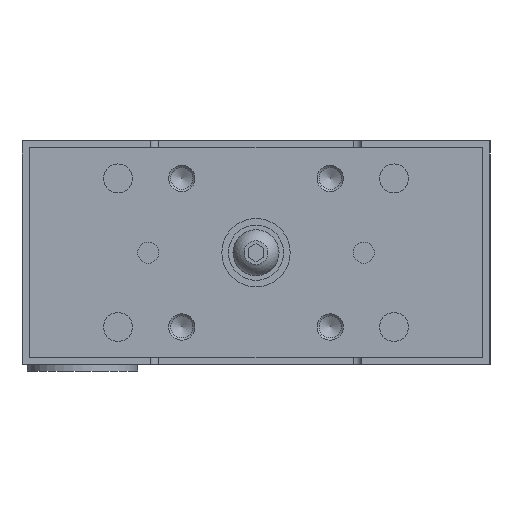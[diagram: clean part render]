
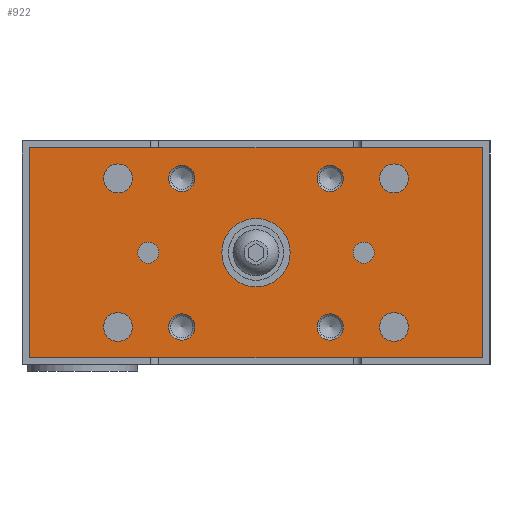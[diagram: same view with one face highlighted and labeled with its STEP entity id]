
A CAD part, left-side view. The second image highlights one B-rep face of the part: STEP entity #922.
In plain terms, the highlighted planar face has unit normal (-1, 0, 0).
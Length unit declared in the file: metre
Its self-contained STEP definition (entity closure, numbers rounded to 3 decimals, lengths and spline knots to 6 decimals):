
#922 = ADVANCED_FACE( '', ( #2152, #2153, #2154, #2155, #2156, #2157, #2158, #2159, #2160, #2161, #2162, #2163 ), #2164, .F. );
#2152 = FACE_BOUND( '', #3674, .T. );
#2153 = FACE_BOUND( '', #3675, .T. );
#2154 = FACE_BOUND( '', #3676, .T. );
#2155 = FACE_BOUND( '', #3677, .T. );
#2156 = FACE_BOUND( '', #3678, .T. );
#2157 = FACE_BOUND( '', #3679, .T. );
#2158 = FACE_BOUND( '', #3680, .T. );
#2159 = FACE_BOUND( '', #3681, .T. );
#2160 = FACE_BOUND( '', #3682, .T. );
#2161 = FACE_BOUND( '', #3683, .T. );
#2162 = FACE_BOUND( '', #3684, .T. );
#2163 = FACE_OUTER_BOUND( '', #3685, .T. );
#2164 = PLANE( '', #3686 );
#3674 = EDGE_LOOP( '', ( #6132 ) );
#3675 = EDGE_LOOP( '', ( #6133 ) );
#3676 = EDGE_LOOP( '', ( #6134 ) );
#3677 = EDGE_LOOP( '', ( #6135 ) );
#3678 = EDGE_LOOP( '', ( #6136 ) );
#3679 = EDGE_LOOP( '', ( #6137 ) );
#3680 = EDGE_LOOP( '', ( #6138 ) );
#3681 = EDGE_LOOP( '', ( #6139 ) );
#3682 = EDGE_LOOP( '', ( #6140 ) );
#3683 = EDGE_LOOP( '', ( #6141 ) );
#3684 = EDGE_LOOP( '', ( #6142 ) );
#3685 = EDGE_LOOP( '', ( #6143, #6144, #6145, #6146 ) );
#3686 = AXIS2_PLACEMENT_3D( '', #6147, #6148, #6149 );
#6132 = ORIENTED_EDGE( '', *, *, #8262, .T. );
#6133 = ORIENTED_EDGE( '', *, *, #7933, .T. );
#6134 = ORIENTED_EDGE( '', *, *, #7797, .F. );
#6135 = ORIENTED_EDGE( '', *, *, #8223, .F. );
#6136 = ORIENTED_EDGE( '', *, *, #8263, .T. );
#6137 = ORIENTED_EDGE( '', *, *, #7678, .T. );
#6138 = ORIENTED_EDGE( '', *, *, #8225, .T. );
#6139 = ORIENTED_EDGE( '', *, *, #7841, .T. );
#6140 = ORIENTED_EDGE( '', *, *, #7787, .T. );
#6141 = ORIENTED_EDGE( '', *, *, #7425, .T. );
#6142 = ORIENTED_EDGE( '', *, *, #7801, .T. );
#6143 = ORIENTED_EDGE( '', *, *, #8264, .T. );
#6144 = ORIENTED_EDGE( '', *, *, #8265, .T. );
#6145 = ORIENTED_EDGE( '', *, *, #8073, .T. );
#6146 = ORIENTED_EDGE( '', *, *, #8260, .T. );
#6147 = CARTESIAN_POINT( '', ( -0.037, 0.086, -0.0025 ) );
#6148 = DIRECTION( '', ( 1., 0., 0. ) );
#6149 = DIRECTION( '', ( 0., 0., 1. ) );
#7425 = EDGE_CURVE( '', #8593, #8593, #8594, .T. );
#7678 = EDGE_CURVE( '', #9013, #9013, #9014, .T. );
#7787 = EDGE_CURVE( '', #9192, #9192, #9193, .T. );
#7797 = EDGE_CURVE( '', #9209, #9209, #9210, .T. );
#7801 = EDGE_CURVE( '', #9213, #9213, #9214, .T. );
#7841 = EDGE_CURVE( '', #9278, #9278, #9279, .T. );
#7933 = EDGE_CURVE( '', #9424, #9424, #9425, .T. );
#8073 = EDGE_CURVE( '', #9627, #9625, #9628, .T. );
#8223 = EDGE_CURVE( '', #9842, #9842, #9843, .T. );
#8225 = EDGE_CURVE( '', #9845, #9845, #9846, .T. );
#8260 = EDGE_CURVE( '', #9625, #9891, #9893, .T. );
#8262 = EDGE_CURVE( '', #9895, #9895, #9896, .T. );
#8263 = EDGE_CURVE( '', #9897, #9897, #9898, .T. );
#8264 = EDGE_CURVE( '', #9891, #9899, #9900, .T. );
#8265 = EDGE_CURVE( '', #9899, #9627, #9901, .T. );
#8593 = VERTEX_POINT( '', #10289 );
#8594 = CIRCLE( '', #10290, 0.004 );
#9013 = VERTEX_POINT( '', #11029 );
#9014 = CIRCLE( '', #11030, 0.0055 );
#9192 = VERTEX_POINT( '', #11568 );
#9193 = CIRCLE( '', #11569, 0.0055 );
#9209 = VERTEX_POINT( '', #11585 );
#9210 = CIRCLE( '', #11586, 0.005 );
#9213 = VERTEX_POINT( '', #11589 );
#9214 = CIRCLE( '', #11590, 0.004 );
#9278 = VERTEX_POINT( '', #11668 );
#9279 = CIRCLE( '', #11669, 0.0055 );
#9424 = VERTEX_POINT( '', #11897 );
#9425 = CIRCLE( '', #11898, 0.005 );
#9625 = VERTEX_POINT( '', #12248 );
#9627 = VERTEX_POINT( '', #12251 );
#9628 = LINE( '', #12252, #12253 );
#9842 = VERTEX_POINT( '', #12554 );
#9843 = CIRCLE( '', #12555, 0.005 );
#9845 = VERTEX_POINT( '', #12557 );
#9846 = CIRCLE( '', #12558, 0.0055 );
#9891 = VERTEX_POINT( '', #12637 );
#9893 = LINE( '', #12640, #12641 );
#9895 = VERTEX_POINT( '', #12643 );
#9896 = CIRCLE( '', #12644, 0.013 );
#9897 = VERTEX_POINT( '', #12645 );
#9898 = CIRCLE( '', #12646, 0.005 );
#9899 = VERTEX_POINT( '', #12647 );
#9900 = LINE( '', #12648, #12649 );
#9901 = LINE( '', #12650, #12651 );
#10289 = CARTESIAN_POINT( '', ( -0.037, 0.045, -0.0425 ) );
#10290 = AXIS2_PLACEMENT_3D( '', #13189, #13190, #13191 );
#11029 = CARTESIAN_POINT( '', ( -0.037, 0.058, -0.01425 ) );
#11030 = AXIS2_PLACEMENT_3D( '', #13538, #13539, #13540 );
#11568 = CARTESIAN_POINT( '', ( -0.037, -0.047, -0.07075 ) );
#11569 = AXIS2_PLACEMENT_3D( '', #13690, #13691, #13692 );
#11585 = CARTESIAN_POINT( '', ( -0.037, -0.02325, -0.01425 ) );
#11586 = AXIS2_PLACEMENT_3D( '', #13711, #13712, #13713 );
#11589 = CARTESIAN_POINT( '', ( -0.037, -0.037, -0.0425 ) );
#11590 = AXIS2_PLACEMENT_3D( '', #13714, #13715, #13716 );
#11668 = CARTESIAN_POINT( '', ( -0.037, 0.058, -0.07075 ) );
#11669 = AXIS2_PLACEMENT_3D( '', #13773, #13774, #13775 );
#11897 = CARTESIAN_POINT( '', ( -0.037, 0.02325, -0.01425 ) );
#11898 = AXIS2_PLACEMENT_3D( '', #13889, #13890, #13891 );
#12248 = CARTESIAN_POINT( '', ( -0.037, -0.086, -0.0025 ) );
#12251 = CARTESIAN_POINT( '', ( -0.037, -0.086, -0.0825 ) );
#12252 = CARTESIAN_POINT( '', ( -0.037, -0.086, -0.0825 ) );
#12253 = VECTOR( '', #14091, 1. );
#12554 = CARTESIAN_POINT( '', ( -0.037, 0.02325, -0.07075 ) );
#12555 = AXIS2_PLACEMENT_3D( '', #14280, #14281, #14282 );
#12557 = CARTESIAN_POINT( '', ( -0.037, -0.047, -0.01425 ) );
#12558 = AXIS2_PLACEMENT_3D( '', #14283, #14284, #14285 );
#12637 = CARTESIAN_POINT( '', ( -0.037, 0.086, -0.0025 ) );
#12640 = CARTESIAN_POINT( '', ( -0.037, -0.086, -0.0025 ) );
#12641 = VECTOR( '', #14322, 1. );
#12643 = CARTESIAN_POINT( '', ( -0.037, 0.013, -0.0425 ) );
#12644 = AXIS2_PLACEMENT_3D( '', #14323, #14324, #14325 );
#12645 = CARTESIAN_POINT( '', ( -0.037, -0.02325, -0.07075 ) );
#12646 = AXIS2_PLACEMENT_3D( '', #14326, #14327, #14328 );
#12647 = CARTESIAN_POINT( '', ( -0.037, 0.086, -0.0825 ) );
#12648 = CARTESIAN_POINT( '', ( -0.037, 0.086, -0.0025 ) );
#12649 = VECTOR( '', #14329, 1. );
#12650 = CARTESIAN_POINT( '', ( -0.037, 0.086, -0.0825 ) );
#12651 = VECTOR( '', #14330, 1. );
#13189 = CARTESIAN_POINT( '', ( -0.037, 0.041, -0.0425 ) );
#13190 = DIRECTION( '', ( 1., 0., 0. ) );
#13191 = DIRECTION( '', ( 0., 1., 0. ) );
#13538 = CARTESIAN_POINT( '', ( -0.037, 0.0525, -0.01425 ) );
#13539 = DIRECTION( '', ( 1., 0., 0. ) );
#13540 = DIRECTION( '', ( 0., 1., 0. ) );
#13690 = CARTESIAN_POINT( '', ( -0.037, -0.0525, -0.07075 ) );
#13691 = DIRECTION( '', ( 1., 0., 0. ) );
#13692 = DIRECTION( '', ( 0., 1., 0. ) );
#13711 = CARTESIAN_POINT( '', ( -0.037, -0.02825, -0.01425 ) );
#13712 = DIRECTION( '', ( -1., 0., 0. ) );
#13713 = DIRECTION( '', ( 0., 1., 0. ) );
#13714 = CARTESIAN_POINT( '', ( -0.037, -0.041, -0.0425 ) );
#13715 = DIRECTION( '', ( 1., 0., 0. ) );
#13716 = DIRECTION( '', ( 0., 1., 0. ) );
#13773 = CARTESIAN_POINT( '', ( -0.037, 0.0525, -0.07075 ) );
#13774 = DIRECTION( '', ( 1., 0., 0. ) );
#13775 = DIRECTION( '', ( 0., 1., 0. ) );
#13889 = CARTESIAN_POINT( '', ( -0.037, 0.02825, -0.01425 ) );
#13890 = DIRECTION( '', ( 1., 0., 0. ) );
#13891 = DIRECTION( '', ( 0., -1., 0. ) );
#14091 = DIRECTION( '', ( 0., 0., 1. ) );
#14280 = CARTESIAN_POINT( '', ( -0.037, 0.02825, -0.07075 ) );
#14281 = DIRECTION( '', ( -1., 0., 0. ) );
#14282 = DIRECTION( '', ( 0., -1., 0. ) );
#14283 = CARTESIAN_POINT( '', ( -0.037, -0.0525, -0.01425 ) );
#14284 = DIRECTION( '', ( 1., 0., 0. ) );
#14285 = DIRECTION( '', ( 0., 1., 0. ) );
#14322 = DIRECTION( '', ( 0., 1., 0. ) );
#14323 = CARTESIAN_POINT( '', ( -0.037, 0., -0.0425 ) );
#14324 = DIRECTION( '', ( 1., 0., 0. ) );
#14325 = DIRECTION( '', ( 0., 1., 0. ) );
#14326 = CARTESIAN_POINT( '', ( -0.037, -0.02825, -0.07075 ) );
#14327 = DIRECTION( '', ( 1., 0., 0. ) );
#14328 = DIRECTION( '', ( 0., 1., 0. ) );
#14329 = DIRECTION( '', ( 0., 0., -1. ) );
#14330 = DIRECTION( '', ( 0., -1., 0. ) );
